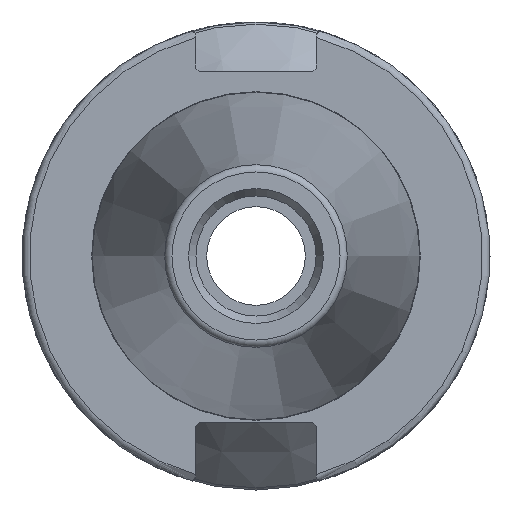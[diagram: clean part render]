
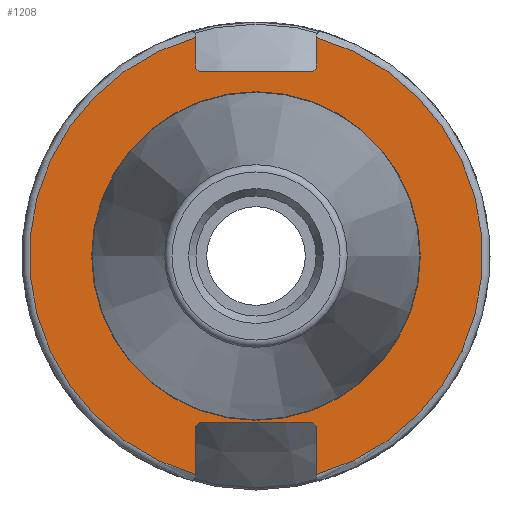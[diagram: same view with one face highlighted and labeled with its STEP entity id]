
A CAD part, left-side view. The second image highlights one B-rep face of the part: STEP entity #1208.
In plain terms, the highlighted planar face has unit normal (-1, 0, 0).
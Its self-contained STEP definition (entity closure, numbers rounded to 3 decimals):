
#38=FACE_BOUND('',#197,.T.);
#45=PLANE('',#1338);
#120=FACE_OUTER_BOUND('',#196,.T.);
#196=EDGE_LOOP('',(#914,#915,#916,#917,#918,#919,#920,#921,#922,#923,#924,
#925));
#197=EDGE_LOOP('',(#926));
#284=CIRCLE('',#1336,22.3);
#286=CIRCLE('',#1339,30.75);
#287=CIRCLE('',#1340,30.75);
#328=LINE('',#2045,#403);
#329=LINE('',#2047,#404);
#330=LINE('',#2049,#405);
#331=LINE('',#2051,#406);
#332=LINE('',#2053,#407);
#333=LINE('',#2057,#408);
#334=LINE('',#2059,#409);
#335=LINE('',#2061,#410);
#336=LINE('',#2063,#411);
#337=LINE('',#2064,#412);
#403=VECTOR('',#1552,10.);
#404=VECTOR('',#1553,10.);
#405=VECTOR('',#1554,10.);
#406=VECTOR('',#1555,10.);
#407=VECTOR('',#1556,10.);
#408=VECTOR('',#1559,10.);
#409=VECTOR('',#1560,10.);
#410=VECTOR('',#1561,10.);
#411=VECTOR('',#1562,10.);
#412=VECTOR('',#1563,10.);
#533=VERTEX_POINT('',#2036);
#534=VERTEX_POINT('',#2041);
#535=VERTEX_POINT('',#2042);
#536=VERTEX_POINT('',#2044);
#537=VERTEX_POINT('',#2046);
#538=VERTEX_POINT('',#2048);
#539=VERTEX_POINT('',#2050);
#540=VERTEX_POINT('',#2052);
#541=VERTEX_POINT('',#2054);
#542=VERTEX_POINT('',#2056);
#543=VERTEX_POINT('',#2058);
#544=VERTEX_POINT('',#2060);
#545=VERTEX_POINT('',#2062);
#674=EDGE_CURVE('',#533,#533,#284,.T.);
#676=EDGE_CURVE('',#534,#535,#286,.T.);
#677=EDGE_CURVE('',#534,#536,#328,.T.);
#678=EDGE_CURVE('',#537,#536,#329,.T.);
#679=EDGE_CURVE('',#537,#538,#330,.T.);
#680=EDGE_CURVE('',#539,#538,#331,.T.);
#681=EDGE_CURVE('',#539,#540,#332,.T.);
#682=EDGE_CURVE('',#541,#540,#287,.T.);
#683=EDGE_CURVE('',#541,#542,#333,.T.);
#684=EDGE_CURVE('',#543,#542,#334,.T.);
#685=EDGE_CURVE('',#543,#544,#335,.T.);
#686=EDGE_CURVE('',#545,#544,#336,.T.);
#687=EDGE_CURVE('',#545,#535,#337,.T.);
#914=ORIENTED_EDGE('',*,*,#676,.F.);
#915=ORIENTED_EDGE('',*,*,#677,.T.);
#916=ORIENTED_EDGE('',*,*,#678,.F.);
#917=ORIENTED_EDGE('',*,*,#679,.T.);
#918=ORIENTED_EDGE('',*,*,#680,.F.);
#919=ORIENTED_EDGE('',*,*,#681,.T.);
#920=ORIENTED_EDGE('',*,*,#682,.F.);
#921=ORIENTED_EDGE('',*,*,#683,.T.);
#922=ORIENTED_EDGE('',*,*,#684,.F.);
#923=ORIENTED_EDGE('',*,*,#685,.T.);
#924=ORIENTED_EDGE('',*,*,#686,.F.);
#925=ORIENTED_EDGE('',*,*,#687,.T.);
#926=ORIENTED_EDGE('',*,*,#674,.F.);
#1208=ADVANCED_FACE('',(#120,#38),#45,.T.);
#1336=AXIS2_PLACEMENT_3D('',#2038,#1544,#1545);
#1338=AXIS2_PLACEMENT_3D('',#2040,#1548,#1549);
#1339=AXIS2_PLACEMENT_3D('',#2043,#1550,#1551);
#1340=AXIS2_PLACEMENT_3D('',#2055,#1557,#1558);
#1544=DIRECTION('center_axis',(-1.,0.,0.));
#1545=DIRECTION('ref_axis',(0.,-1.,0.));
#1548=DIRECTION('center_axis',(-1.,0.,0.));
#1549=DIRECTION('ref_axis',(0.,0.,1.));
#1550=DIRECTION('center_axis',(1.,0.,0.));
#1551=DIRECTION('ref_axis',(0.,-1.,0.));
#1552=DIRECTION('',(0.,0.,-1.));
#1553=DIRECTION('',(0.,-0.707,0.707));
#1554=DIRECTION('',(0.,1.,0.));
#1555=DIRECTION('',(0.,-0.707,-0.707));
#1556=DIRECTION('',(0.,0.,1.));
#1557=DIRECTION('center_axis',(1.,0.,0.));
#1558=DIRECTION('ref_axis',(0.,1.,0.));
#1559=DIRECTION('',(0.,0.,1.));
#1560=DIRECTION('',(0.,0.707,-0.707));
#1561=DIRECTION('',(0.,-1.,0.));
#1562=DIRECTION('',(0.,0.707,0.707));
#1563=DIRECTION('',(0.,0.,-1.));
#2036=CARTESIAN_POINT('',(3.175,0.,22.3));
#2038=CARTESIAN_POINT('Origin',(3.175,0.,0.));
#2040=CARTESIAN_POINT('Origin',(3.175,31.75,0.));
#2041=CARTESIAN_POINT('',(3.175,-8.19,29.639));
#2042=CARTESIAN_POINT('',(3.175,-8.19,-29.639));
#2043=CARTESIAN_POINT('Origin',(3.175,0.,0.));
#2044=CARTESIAN_POINT('',(3.175,-8.19,25.5));
#2045=CARTESIAN_POINT('',(3.175,-8.19,12.5));
#2046=CARTESIAN_POINT('',(3.175,-7.69,25.));
#2047=CARTESIAN_POINT('',(3.175,8.295,9.015));
#2048=CARTESIAN_POINT('',(3.175,7.69,25.));
#2049=CARTESIAN_POINT('',(3.175,15.875,25.));
#2050=CARTESIAN_POINT('',(3.175,8.19,25.5));
#2051=CARTESIAN_POINT('',(3.175,7.58,24.89));
#2052=CARTESIAN_POINT('',(3.175,8.19,29.639));
#2053=CARTESIAN_POINT('',(3.175,8.19,12.5));
#2054=CARTESIAN_POINT('',(3.175,8.19,-29.639));
#2055=CARTESIAN_POINT('Origin',(3.175,0.,0.));
#2056=CARTESIAN_POINT('',(3.175,8.19,-23.1));
#2057=CARTESIAN_POINT('',(3.175,8.19,-11.3));
#2058=CARTESIAN_POINT('',(3.175,7.69,-22.6));
#2059=CARTESIAN_POINT('',(3.175,8.18,-23.09));
#2060=CARTESIAN_POINT('',(3.175,-7.69,-22.6));
#2061=CARTESIAN_POINT('',(3.175,15.875,-22.6));
#2062=CARTESIAN_POINT('',(3.175,-8.19,-23.1));
#2063=CARTESIAN_POINT('',(3.175,7.695,-7.215));
#2064=CARTESIAN_POINT('',(3.175,-8.19,-11.3));
